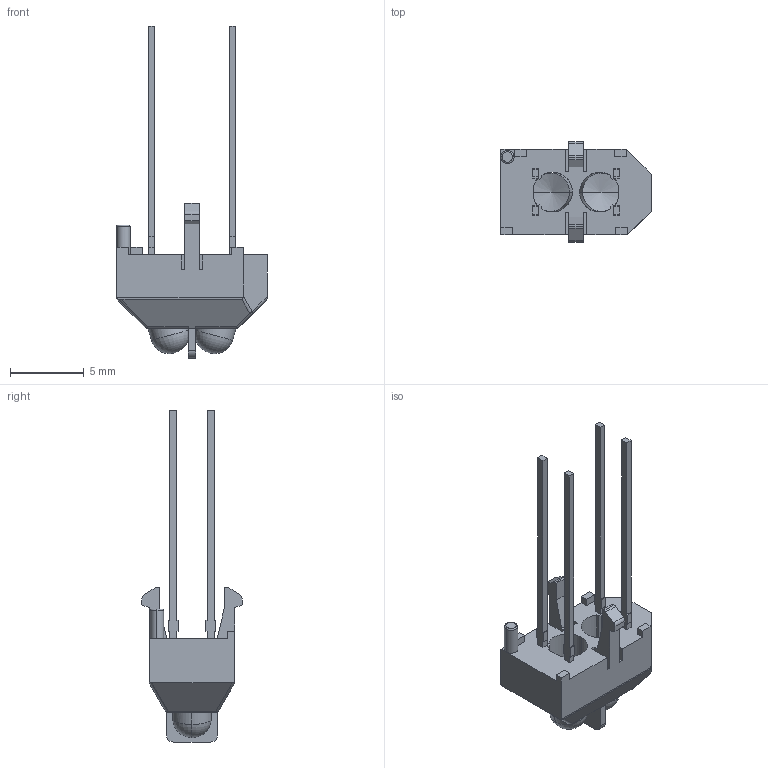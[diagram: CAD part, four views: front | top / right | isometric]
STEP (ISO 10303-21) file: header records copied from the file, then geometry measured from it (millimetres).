
FILE_DESCRIPTION (( 'STEP AP214' ), '1' );
FILE_NAME ('TCRT5000L.STEP', '2021-06-04T12:57:36', ( '' ), ( '' ), 'SwSTEP 2.0', 'SolidWorks 2018', '' );
FILE_SCHEMA (( 'AUTOMOTIVE_DESIGN' ));
Length unit declared in the file: millimetre
Products named in the file (1): TCRT5000L
Bounding box: 10.2 x 6.8 x 22.5 mm (x, y, z)
Volume: 228.5 mm3; surface area: 529.5 mm2
Topology: 1 solids, 1 shells, 286 faces, 801 edges, 517 vertices
Faces by surface type: plane 181, bspline 49, cylinder 40, torus 6, sphere 6, cone 4
Entity records: 14812 total; most frequent: CARTESIAN_POINT 5344, ORIENTED_EDGE 1578, DIRECTION 1170, EDGE_CURVE 789, VECTOR 556, LINE 556, VERTEX_POINT 517, AXIS2_PLACEMENT_3D 307
